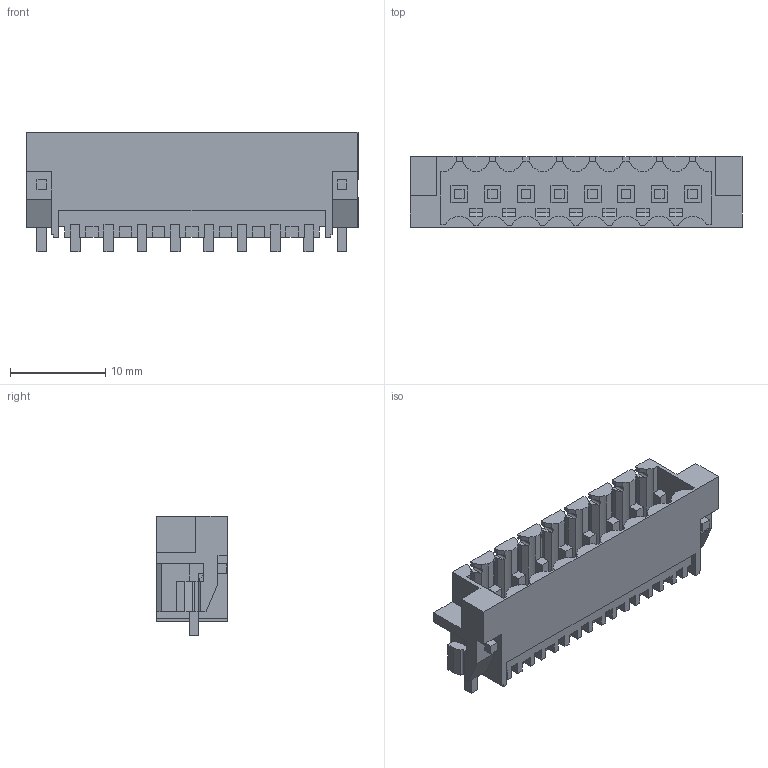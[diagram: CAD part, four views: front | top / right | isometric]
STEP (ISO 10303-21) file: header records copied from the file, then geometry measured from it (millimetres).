
FILE_DESCRIPTION(('CATIA V5 STEP Exchange','CAx-IF Rec.Pracs.--- Model Styling and Organization---1.2---2011-12-15'),'2;1');
FILE_NAME ('D1450763_0_1291370000_1291370000.stp','2018-03-13T15:52:55+00:00',('none'),('Weidmueller'),'CATIA Version 5-6 Release 2014','CATIA V5 STEP AP214','none');
FILE_SCHEMA(('AUTOMOTIVE_DESIGN { 1 0 10303 214 1 1 1 1 }'));
Length unit declared in the file: millimetre
Products named in the file (1): 1291370000
Bounding box: 34.85 x 7.45 x 12.55 mm (x, y, z)
Volume: 1152.1 mm3; surface area: 3135.9 mm2
Topology: 11 solids, 11 shells, 685 faces, 2017 edges, 1367 vertices
Faces by surface type: plane 625, cylinder 60
Entity records: 21849 total; most frequent: ORIENTED_EDGE 4034, CARTESIAN_POINT 4020, DIRECTION 2793, EDGE_CURVE 2017, VECTOR 1865, LINE 1865, VERTEX_POINT 1367, EDGE_LOOP 718
